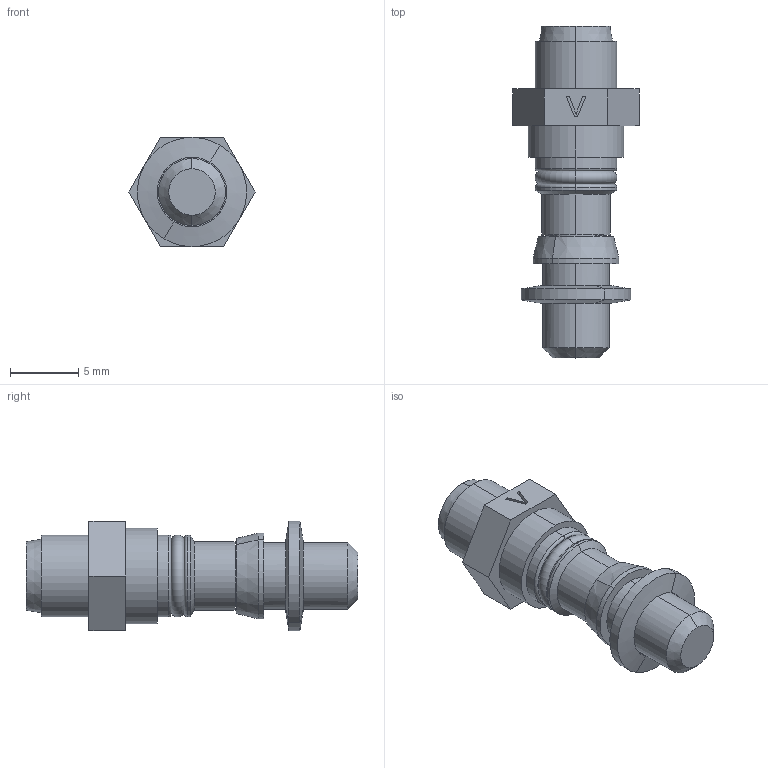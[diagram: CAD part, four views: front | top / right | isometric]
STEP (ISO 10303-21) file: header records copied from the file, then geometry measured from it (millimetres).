
FILE_DESCRIPTION (( 'STEP AP214' ), '1' );
FILE_NAME ('0891000001A.step', '2012-10-22T18:00:37', ( '' ), ( '' ), 'SwSTEP 2.0', 'SolidWorks 2012', '' );
FILE_SCHEMA (( 'AUTOMOTIVE_DESIGN' ));
Length unit declared in the file: millimetre
Products named in the file (1): 0891000001A
Bounding box: 9.24 x 24.3 x 8 mm (x, y, z)
Volume: 706.8 mm3; surface area: 696.9 mm2
Topology: 1 solids, 1 shells, 83 faces, 197 edges, 122 vertices
Faces by surface type: plane 31, cylinder 28, cone 16, torus 6, bspline 2
Entity records: 2857 total; most frequent: DIRECTION 455, CARTESIAN_POINT 445, ORIENTED_EDGE 394, EDGE_CURVE 197, AXIS2_PLACEMENT_3D 180, VERTEX_POINT 122, CIRCLE 98, EDGE_LOOP 97
